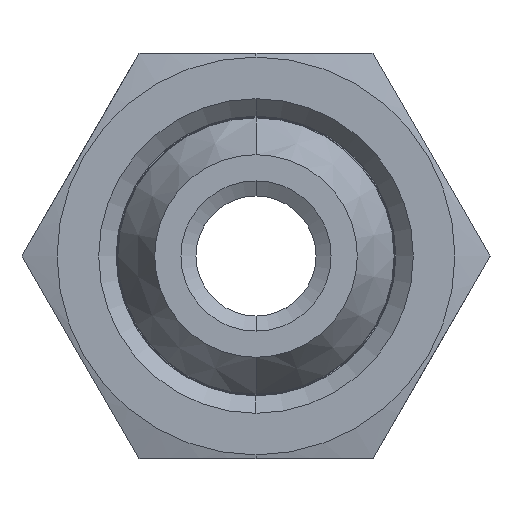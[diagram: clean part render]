
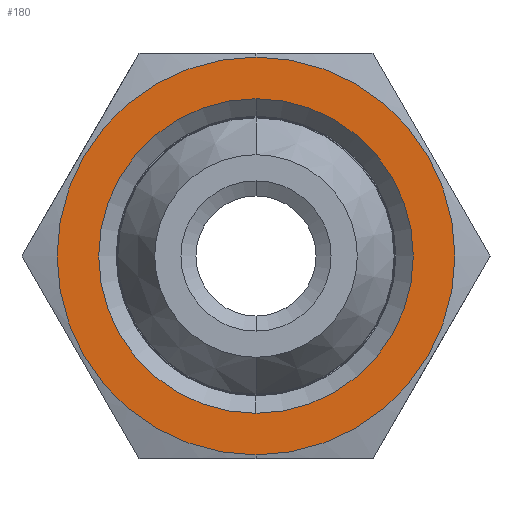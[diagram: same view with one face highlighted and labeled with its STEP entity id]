
A CAD part, left-side view. The second image highlights one B-rep face of the part: STEP entity #180.
In plain terms, the highlighted planar face has unit normal (-1, 0, 0).
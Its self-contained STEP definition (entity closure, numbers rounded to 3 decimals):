
#6 = EDGE_CURVE ( 'NONE', #1254, #1891, #2577, .T. ) ;
#177 = CARTESIAN_POINT ( 'NONE',  ( -43., 0., 0. ) ) ;
#180 = ADVANCED_FACE ( 'NONE', ( #1149, #683 ), #240, .T. ) ;
#240 = PLANE ( 'NONE',  #2336 ) ;
#360 = CARTESIAN_POINT ( 'NONE',  ( -43., 0., 10.48 ) ) ;
#428 = CIRCLE ( 'NONE', #1463, 10.48 ) ;
#556 = ORIENTED_EDGE ( 'NONE', *, *, #862, .F. ) ;
#683 = FACE_OUTER_BOUND ( 'NONE', #2499, .T. ) ;
#828 = DIRECTION ( 'NONE',  ( -1., 0., 0. ) ) ;
#862 = EDGE_CURVE ( 'NONE', #870, #1990, #2504, .T. ) ;
#870 = VERTEX_POINT ( 'NONE', #360 ) ;
#917 = AXIS2_PLACEMENT_3D ( 'NONE', #2532, #1249, #1264 ) ;
#970 = DIRECTION ( 'NONE',  ( 0., 0., 1. ) ) ;
#984 = EDGE_CURVE ( 'NONE', #1891, #1254, #2114, .T. ) ;
#1034 = DIRECTION ( 'NONE',  ( 0., 0., 1. ) ) ;
#1127 = EDGE_CURVE ( 'NONE', #1990, #870, #428, .T. ) ;
#1149 = FACE_BOUND ( 'NONE', #1755, .T. ) ;
#1151 = ORIENTED_EDGE ( 'NONE', *, *, #1127, .F. ) ;
#1160 = CARTESIAN_POINT ( 'NONE',  ( -43., 0., -10.48 ) ) ;
#1173 = ORIENTED_EDGE ( 'NONE', *, *, #6, .T. ) ;
#1249 = DIRECTION ( 'NONE',  ( -1., 0., 0. ) ) ;
#1254 = VERTEX_POINT ( 'NONE', #2001 ) ;
#1264 = DIRECTION ( 'NONE',  ( 0., 0., 1. ) ) ;
#1454 = DIRECTION ( 'NONE',  ( 0., 0., 1. ) ) ;
#1463 = AXIS2_PLACEMENT_3D ( 'NONE', #177, #828, #2510 ) ;
#1696 = AXIS2_PLACEMENT_3D ( 'NONE', #2088, #2729, #1454 ) ;
#1755 = EDGE_LOOP ( 'NONE', ( #556, #1151 ) ) ;
#1828 = DIRECTION ( 'NONE',  ( -1., 0., 0. ) ) ;
#1842 = CARTESIAN_POINT ( 'NONE',  ( -43., 0., 0. ) ) ;
#1873 = DIRECTION ( 'NONE',  ( -1., 0., 0. ) ) ;
#1891 = VERTEX_POINT ( 'NONE', #2736 ) ;
#1927 = CARTESIAN_POINT ( 'NONE',  ( -43., -7.794, 13.5 ) ) ;
#1990 = VERTEX_POINT ( 'NONE', #1160 ) ;
#2001 = CARTESIAN_POINT ( 'NONE',  ( -43., 0., 13.25 ) ) ;
#2018 = ORIENTED_EDGE ( 'NONE', *, *, #984, .T. ) ;
#2088 = CARTESIAN_POINT ( 'NONE',  ( -43., 0., 0. ) ) ;
#2114 = CIRCLE ( 'NONE', #1696, 13.25 ) ;
#2336 = AXIS2_PLACEMENT_3D ( 'NONE', #1927, #1873, #1034 ) ;
#2499 = EDGE_LOOP ( 'NONE', ( #2018, #1173 ) ) ;
#2504 = CIRCLE ( 'NONE', #2512, 10.48 ) ;
#2510 = DIRECTION ( 'NONE',  ( 0., 0., 1. ) ) ;
#2512 = AXIS2_PLACEMENT_3D ( 'NONE', #1842, #1828, #970 ) ;
#2532 = CARTESIAN_POINT ( 'NONE',  ( -43., 0., 0. ) ) ;
#2577 = CIRCLE ( 'NONE', #917, 13.25 ) ;
#2729 = DIRECTION ( 'NONE',  ( -1., 0., 0. ) ) ;
#2736 = CARTESIAN_POINT ( 'NONE',  ( -43., 0., -13.25 ) ) ;
